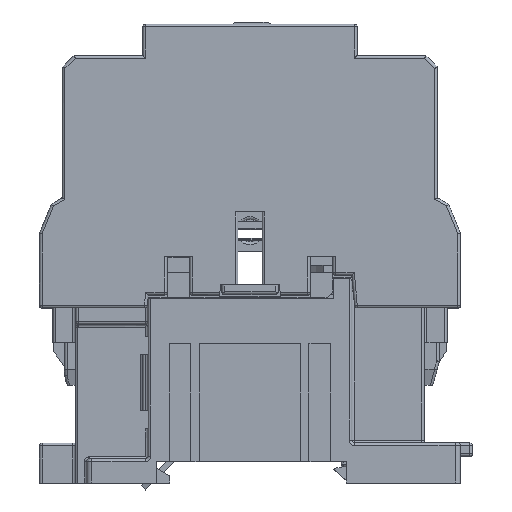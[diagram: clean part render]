
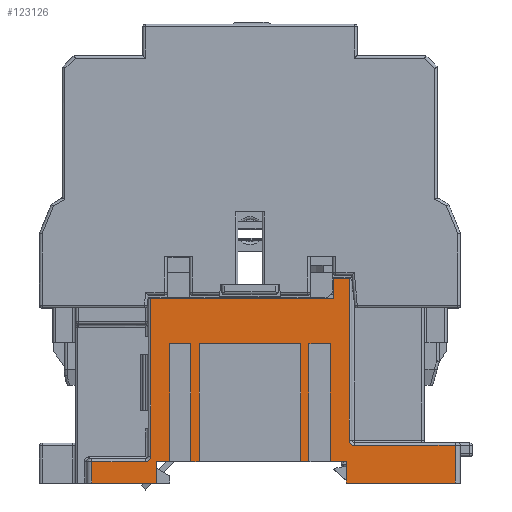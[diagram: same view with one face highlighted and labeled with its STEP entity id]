
A CAD part, top view. The second image highlights one B-rep face of the part: STEP entity #123126.
In plain terms, the highlighted face is planar.
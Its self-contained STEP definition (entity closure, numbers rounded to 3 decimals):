
#105499=DIRECTION('',(0.,0.,-1.));
#105500=VECTOR('',#105499,22.);
#105501=CARTESIAN_POINT('',(9.5,-22.35,26.));
#105502=LINE('',#105501,#105500);
#105513=DIRECTION('',(-1.,0.,0.));
#105514=VECTOR('',#105513,19.);
#105515=CARTESIAN_POINT('',(9.5,-22.35,26.));
#105516=LINE('',#105515,#105514);
#105520=DIRECTION('',(0.,0.,-1.));
#105521=VECTOR('',#105520,22.);
#105522=CARTESIAN_POINT('',(-9.5,-22.35,26.));
#105523=LINE('',#105522,#105521);
#105527=DIRECTION('',(-1.,0.,0.));
#105528=VECTOR('',#105527,1.5);
#105529=CARTESIAN_POINT('',(-9.5,-22.35,4.));
#105530=LINE('',#105529,#105528);
#105534=DIRECTION('',(0.,0.,1.));
#105535=VECTOR('',#105534,22.);
#105536=CARTESIAN_POINT('',(-11.,-22.35,4.));
#105537=LINE('',#105536,#105535);
#105541=DIRECTION('',(-1.,0.,0.));
#105542=VECTOR('',#105541,2.5);
#105543=CARTESIAN_POINT('',(-15.,-22.35,4.));
#105544=LINE('',#105543,#105542);
#105548=DIRECTION('',(0.,0.,-1.));
#105549=VECTOR('',#105548,4.);
#105550=CARTESIAN_POINT('',(-17.5,-22.35,4.));
#105551=LINE('',#105550,#105549);
#105555=CARTESIAN_POINT('',(-19.5,-22.35,5.));
#105556=DIRECTION('',(0.,-1.,0.));
#105557=DIRECTION('',(0.,0.,-1.));
#105558=AXIS2_PLACEMENT_3D('',#105555,#105556,#105557);
#105563=DIRECTION('',(0.,0.,1.));
#105564=VECTOR('',#105563,3.8);
#105565=CARTESIAN_POINT('',(15.5,-22.35,34.4));
#105566=LINE('',#105565,#105564);
#105570=CARTESIAN_POINT('',(19.5,-22.35,
8.));
#105571=DIRECTION('',(0.,-1.,
0.));
#105572=DIRECTION('',(-1.,0.,0.));
#105573=AXIS2_PLACEMENT_3D('',#105570,#105571,#105572);
#105578=DIRECTION('',(-1.,0.,0.));
#105579=VECTOR('',#105578,3.);
#105580=CARTESIAN_POINT('',(18.,-22.35,4.));
#105581=LINE('',#105580,#105579);
#105585=DIRECTION('',(0.,0.,1.));
#105586=VECTOR('',#105585,22.);
#105587=CARTESIAN_POINT('',(15.,-22.35,4.));
#105588=LINE('',#105587,#105586);
#105592=DIRECTION('',(-1.,0.,0.));
#105593=VECTOR('',#105592,1.5);
#105594=CARTESIAN_POINT('',(11.,-22.35,4.));
#105595=LINE('',#105594,#105593);
#105634=DIRECTION('',(0.,0.,1.));
#105635=VECTOR('',#105634,22.);
#105636=CARTESIAN_POINT('',(-15.,-22.35,4.));
#105637=LINE('',#105636,#105635);
#105648=DIRECTION('',(1.,0.,0.));
#105649=VECTOR('',#105648,4.);
#105650=CARTESIAN_POINT('',(-15.,-22.35,26.));
#105651=LINE('',#105650,#105649);
#105903=DIRECTION('',(1.,0.,0.));
#105904=VECTOR('',#105903,12.);
#105905=CARTESIAN_POINT('',(-29.5,-22.35,0.));
#105906=LINE('',#105905,#105904);
#106224=DIRECTION('',(-1.,0.,0.));
#106225=VECTOR('',#106224,10.);
#106226=CARTESIAN_POINT('',(-19.5,-22.35,4.));
#106227=LINE('',#106226,#106225);
#109228=DIRECTION('',(-1.,0.,0.));
#109229=VECTOR('',#109228,3.);
#109230=CARTESIAN_POINT('',(18.5,-22.35,38.2));
#109231=LINE('',#109230,#109229);
#109813=DIRECTION('',(1.,0.,0.));
#109814=VECTOR('',#109813,20.25);
#109815=CARTESIAN_POINT('',(18.,-22.35,0.));
#109816=LINE('',#109815,#109814);
#110051=DIRECTION('',(0.,0.,1.));
#110052=VECTOR('',#110051,7.);
#110053=CARTESIAN_POINT('',(38.25,-22.35,0.));
#110054=LINE('',#110053,#110052);
#110086=DIRECTION('',(-1.,0.,0.));
#110087=VECTOR('',#110086,18.75);
#110088=CARTESIAN_POINT('',(38.25,-22.35,7.));
#110089=LINE('',#110088,#110087);
#110251=DIRECTION('',(0.,0.,1.));
#110252=VECTOR('',#110251,30.2);
#110253=CARTESIAN_POINT('',(18.5,-22.35,8.));
#110254=LINE('',#110253,#110252);
#110739=DIRECTION('',(0.,0.,-1.));
#110740=VECTOR('',#110739,4.);
#110741=CARTESIAN_POINT('',(18.,-22.35,4.));
#110742=LINE('',#110741,#110740);
#110816=DIRECTION('',(-1.,0.,0.));
#110817=VECTOR('',#110816,34.);
#110818=CARTESIAN_POINT('',(15.5,-22.35,34.4));
#110819=LINE('',#110818,#110817);
#111048=DIRECTION('',(0.,0.,-1.));
#111049=VECTOR('',#111048,29.4);
#111050=CARTESIAN_POINT('',(-18.5,-22.35,34.4));
#111051=LINE('',#111050,#111049);
#115179=DIRECTION('',(0.,0.,-1.));
#115180=VECTOR('',#115179,4.);
#115181=CARTESIAN_POINT('',(-29.5,-22.35,4.));
#115182=LINE('',#115181,#115180);
#115263=DIRECTION('',(0.,0.,1.));
#115264=VECTOR('',#115263,22.);
#115265=CARTESIAN_POINT('',(11.,-22.35,4.));
#115266=LINE('',#115265,#115264);
#115277=DIRECTION('',(1.,0.,0.));
#115278=VECTOR('',#115277,4.);
#115279=CARTESIAN_POINT('',(11.,-22.35,26.));
#115280=LINE('',#115279,#115278);
#118789=CARTESIAN_POINT('',(-29.5,-22.35,0.));
#118790=VERTEX_POINT('',#118789);
#118791=CARTESIAN_POINT('',(-17.5,-22.35,0.));
#118792=VERTEX_POINT('',#118791);
#118823=CARTESIAN_POINT('',(18.,-22.35,0.));
#118824=VERTEX_POINT('',#118823);
#118825=CARTESIAN_POINT('',(38.25,-22.35,0.));
#118826=VERTEX_POINT('',#118825);
#118933=CARTESIAN_POINT('',(-19.5,-22.35,4.));
#118934=VERTEX_POINT('',#118933);
#118935=CARTESIAN_POINT('',(-29.5,-22.35,4.));
#118936=VERTEX_POINT('',#118935);
#118939=CARTESIAN_POINT('',(-18.5,-22.35,5.));
#118940=VERTEX_POINT('',#118939);
#119483=CARTESIAN_POINT('',(9.5,-22.35,4.));
#119485=VERTEX_POINT('',#119483);
#119486=CARTESIAN_POINT('',(11.,-22.35,4.));
#119487=VERTEX_POINT('',#119486);
#119492=CARTESIAN_POINT('',(15.,-22.35,4.));
#119493=VERTEX_POINT('',#119492);
#119494=CARTESIAN_POINT('',(18.,-22.35,4.));
#119495=VERTEX_POINT('',#119494);
#119568=CARTESIAN_POINT('',(-17.5,-22.35,4.));
#119569=VERTEX_POINT('',#119568);
#119570=CARTESIAN_POINT('',(-15.,-22.35,4.));
#119571=VERTEX_POINT('',#119570);
#119576=CARTESIAN_POINT('',(-11.,-22.35,4.));
#119577=VERTEX_POINT('',#119576);
#119578=CARTESIAN_POINT('',(-9.5,-22.35,4.));
#119579=VERTEX_POINT('',#119578);
#119870=CARTESIAN_POINT('',(9.5,-22.35,26.));
#119871=VERTEX_POINT('',#119870);
#119874=CARTESIAN_POINT('',(-9.5,-22.35,26.));
#119875=VERTEX_POINT('',#119874);
#119876=CARTESIAN_POINT('',(-11.,-22.35,26.));
#119877=VERTEX_POINT('',#119876);
#119878=CARTESIAN_POINT('',(-15.,-22.35,26.));
#119879=VERTEX_POINT('',#119878);
#119880=CARTESIAN_POINT('',(-18.5,-22.35,34.4));
#119881=VERTEX_POINT('',#119880);
#119882=CARTESIAN_POINT('',(15.5,-22.35,34.4));
#119883=VERTEX_POINT('',#119882);
#119884=CARTESIAN_POINT('',(15.5,-22.35,38.2));
#119885=VERTEX_POINT('',#119884);
#119886=CARTESIAN_POINT('',(18.5,-22.35,38.2));
#119887=VERTEX_POINT('',#119886);
#119888=CARTESIAN_POINT('',(18.5,-22.35,8.));
#119889=VERTEX_POINT('',#119888);
#119890=CARTESIAN_POINT('',(19.5,-22.35,
7.));
#119891=VERTEX_POINT('',#119890);
#119892=CARTESIAN_POINT('',(38.25,-22.35,7.));
#119893=VERTEX_POINT('',#119892);
#119894=CARTESIAN_POINT('',(15.,-22.35,26.));
#119895=VERTEX_POINT('',#119894);
#119896=CARTESIAN_POINT('',(11.,-22.35,26.));
#119897=VERTEX_POINT('',#119896);
#123068=CARTESIAN_POINT('',(-19.,-22.35,0.));
#123069=DIRECTION('',(0.,-1.,0.));
#123070=DIRECTION('',(1.,0.,0.));
#123071=AXIS2_PLACEMENT_3D('',#123068,#123069,#123070);
#123072=PLANE('',#123071);
#123073=ORIENTED_EDGE('',*,*,#123060,.F.);
#123075=ORIENTED_EDGE('',*,*,#123074,.T.);
#123077=ORIENTED_EDGE('',*,*,#123076,.T.);
#123078=ORIENTED_EDGE('',*,*,#122834,.T.);
#123080=ORIENTED_EDGE('',*,*,#123079,.T.);
#123082=ORIENTED_EDGE('',*,*,#123081,.F.);
#123084=ORIENTED_EDGE('',*,*,#123083,.F.);
#123085=ORIENTED_EDGE('',*,*,#122826,.T.);
#123087=ORIENTED_EDGE('',*,*,#123086,.T.);
#123089=ORIENTED_EDGE('',*,*,#123088,.F.);
#123091=ORIENTED_EDGE('',*,*,#123090,.F.);
#123093=ORIENTED_EDGE('',*,*,#123092,.F.);
#123095=ORIENTED_EDGE('',*,*,#123094,.T.);
#123097=ORIENTED_EDGE('',*,*,#123096,.F.);
#123099=ORIENTED_EDGE('',*,*,#123098,.F.);
#123101=ORIENTED_EDGE('',*,*,#123100,.T.);
#123103=ORIENTED_EDGE('',*,*,#123102,.F.);
#123105=ORIENTED_EDGE('',*,*,#123104,.F.);
#123107=ORIENTED_EDGE('',*,*,#123106,.T.);
#123109=ORIENTED_EDGE('',*,*,#123108,.F.);
#123111=ORIENTED_EDGE('',*,*,#123110,.F.);
#123113=ORIENTED_EDGE('',*,*,#123112,.F.);
#123115=ORIENTED_EDGE('',*,*,#123114,.F.);
#123116=ORIENTED_EDGE('',*,*,#122754,.T.);
#123118=ORIENTED_EDGE('',*,*,#123117,.T.);
#123120=ORIENTED_EDGE('',*,*,#123119,.F.);
#123122=ORIENTED_EDGE('',*,*,#123121,.F.);
#123123=ORIENTED_EDGE('',*,*,#122746,.T.);
#123124=EDGE_LOOP('',(#123073,#123075,#123077,#123078,#123080,#123082,#123084,
#123085,#123087,#123089,#123091,#123093,#123095,#123097,#123099,#123101,#123103,
#123105,#123107,#123109,#123111,#123113,#123115,#123116,#123118,#123120,#123122,
#123123));
#123125=FACE_OUTER_BOUND('',#123124,.F.);
#105559=CIRCLE('',#105558,1.);
#105574=CIRCLE('',#105573,1.);
#122746=EDGE_CURVE('',#119487,#119485,#105595,.T.);
#122754=EDGE_CURVE('',#119495,#119493,#105581,.T.);
#122826=EDGE_CURVE('',#119571,#119569,#105544,.T.);
#122834=EDGE_CURVE('',#119579,#119577,#105530,.T.);
#123060=EDGE_CURVE('',#119871,#119485,#105502,.T.);
#123074=EDGE_CURVE('',#119871,#119875,#105516,.T.);
#123076=EDGE_CURVE('',#119875,#119579,#105523,.T.);
#123079=EDGE_CURVE('',#119577,#119877,#105537,.T.);
#123081=EDGE_CURVE('',#119879,#119877,#105651,.T.);
#123083=EDGE_CURVE('',#119571,#119879,#105637,.T.);
#123086=EDGE_CURVE('',#119569,#118792,#105551,.T.);
#123088=EDGE_CURVE('',#118790,#118792,#105906,.T.);
#123090=EDGE_CURVE('',#118936,#118790,#115182,.T.);
#123092=EDGE_CURVE('',#118934,#118936,#106227,.T.);
#123094=EDGE_CURVE('',#118934,#118940,#105559,.T.);
#123096=EDGE_CURVE('',#119881,#118940,#111051,.T.);
#123098=EDGE_CURVE('',#119883,#119881,#110819,.T.);
#123100=EDGE_CURVE('',#119883,#119885,#105566,.T.);
#123102=EDGE_CURVE('',#119887,#119885,#109231,.T.);
#123104=EDGE_CURVE('',#119889,#119887,#110254,.T.);
#123106=EDGE_CURVE('',#119889,#119891,#105574,.T.);
#123108=EDGE_CURVE('',#119893,#119891,#110089,.T.);
#123110=EDGE_CURVE('',#118826,#119893,#110054,.T.);
#123112=EDGE_CURVE('',#118824,#118826,#109816,.T.);
#123114=EDGE_CURVE('',#119495,#118824,#110742,.T.);
#123117=EDGE_CURVE('',#119493,#119895,#105588,.T.);
#123119=EDGE_CURVE('',#119897,#119895,#115280,.T.);
#123121=EDGE_CURVE('',#119487,#119897,#115266,.T.);
#123126=ADVANCED_FACE('',(#123125),#123072,.T.);
